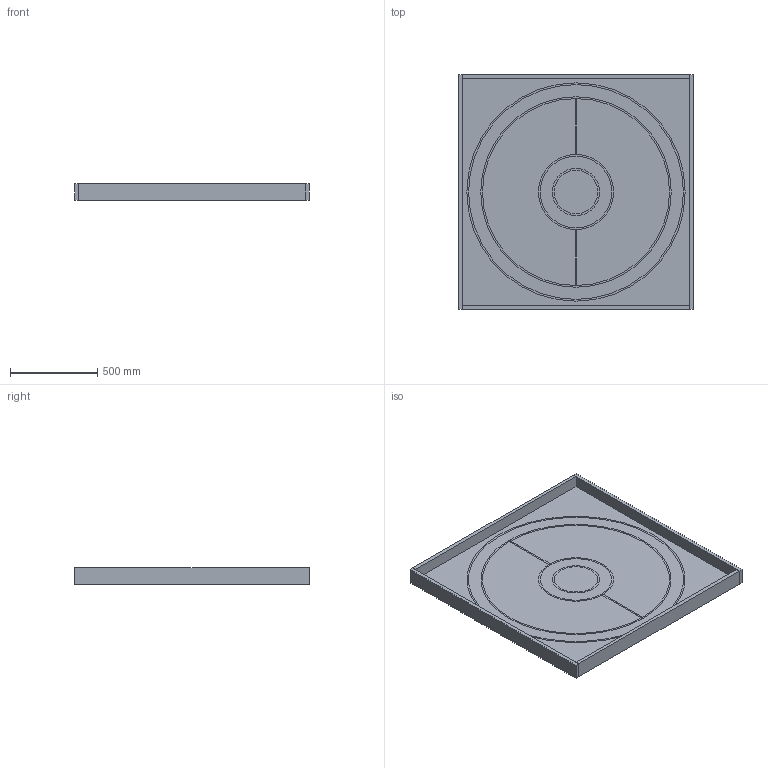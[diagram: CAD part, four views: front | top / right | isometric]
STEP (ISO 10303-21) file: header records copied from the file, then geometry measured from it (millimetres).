
FILE_DESCRIPTION(/* description */ (''),/* implementation_level */ '2;1');
FILE_NAME(/* name */ 'COURSE_EN_PISTE.step',/* time_stamp */ '2018-01-16T11:42:24+01:00',/* author */ (''),/* organization */ (''),/* preprocessor_version */ 'ST-DEVELOPER v16.13',/* originating_system */ 'Autodesk Translation Framework v6.5.0.72',/* authorisation */ '');
FILE_SCHEMA (('AUTOMOTIVE_DESIGN { 1 0 10303 214 3 1 1 }'));
Length unit declared in the file: millimetre
Products named in the file (8): TERRAIN_COURSE; PETIT_COTE; PLATEAU; GRAND_COTE; COURSE_EN_PISTE; TRACE_NOIR; TRACE_ROUGE; TRACE_DEPART
Assembly tree (9 placements, depth 3):
  TERRAIN_COURSE
    PETIT_COTE  x2
    PLATEAU
    GRAND_COTE  x2
    COURSE_EN_PISTE
      TRACE_NOIR
      TRACE_ROUGE
      TRACE_DEPART
Bounding box: 1344 x 1344 x 92 mm (x, y, z)
Volume: 47892976.8 mm3; surface area: 4919569 mm2
Topology: 11 solids, 11 shells, 58 faces, 108 edges, 72 vertices
Faces by surface type: plane 46, cylinder 12
Full cylindrical faces by diameter (mm): 250 x1, 270 x1, 410 x1, 430 x1, 1070 x1, 1090 x1, 1230 x1, 1250 x1
Entity records: 1449 total; most frequent: DIRECTION 236, CARTESIAN_POINT 204, ORIENTED_EDGE 168, AXIS2_PLACEMENT_3D 88, EDGE_CURVE 84, LINE 60, VECTOR 60, VERTEX_POINT 56
